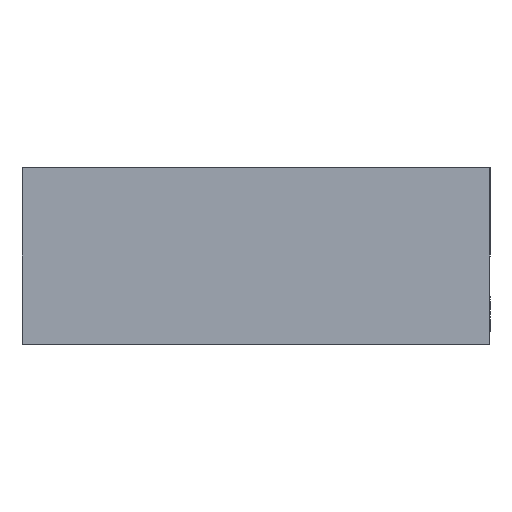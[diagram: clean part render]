
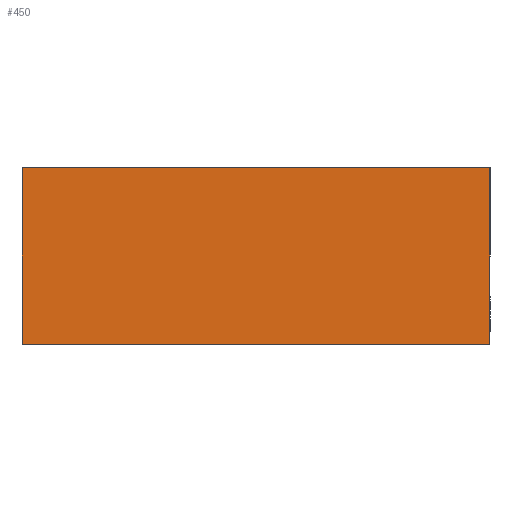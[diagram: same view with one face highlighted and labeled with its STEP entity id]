
A CAD part, left-side view. The second image highlights one B-rep face of the part: STEP entity #450.
In plain terms, the highlighted planar face has unit normal (-1, 0, 0).
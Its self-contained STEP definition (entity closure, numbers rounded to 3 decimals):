
#8 = CARTESIAN_POINT ( 'NONE',  ( 23., -6.9, -10. ) ) ;
#12 = VERTEX_POINT ( 'NONE', #541 ) ;
#21 = VERTEX_POINT ( 'NONE', #26 ) ;
#26 = CARTESIAN_POINT ( 'NONE',  ( 23., -6.9, 10. ) ) ;
#27 = CARTESIAN_POINT ( 'NONE',  ( 23., -6.9, 10. ) ) ;
#41 = ORIENTED_EDGE ( 'NONE', *, *, #192, .F. ) ;
#66 = ORIENTED_EDGE ( 'NONE', *, *, #546, .F. ) ;
#70 = EDGE_LOOP ( 'NONE', ( #66, #643, #41, #376 ) ) ;
#87 = DIRECTION ( 'NONE',  ( 0., 0., -1. ) ) ;
#119 = LINE ( 'NONE', #177, #583 ) ;
#151 = CARTESIAN_POINT ( 'NONE',  ( 23., 46., -10. ) ) ;
#171 = LINE ( 'NONE', #151, #594 ) ;
#172 = EDGE_CURVE ( 'NONE', #21, #179, #119, .T. ) ;
#177 = CARTESIAN_POINT ( 'NONE',  ( 23., -6.9, -10. ) ) ;
#179 = VERTEX_POINT ( 'NONE', #591 ) ;
#183 = FACE_OUTER_BOUND ( 'NONE', #70, .T. ) ;
#192 = EDGE_CURVE ( 'NONE', #12, #21, #637, .T. ) ;
#306 = DIRECTION ( 'NONE',  ( 0., 1., 0. ) ) ;
#316 = EDGE_CURVE ( 'NONE', #459, #12, #171, .T. ) ;
#343 = DIRECTION ( 'NONE',  ( 1., 0., 0. ) ) ;
#376 = ORIENTED_EDGE ( 'NONE', *, *, #316, .F. ) ;
#390 = DIRECTION ( 'NONE',  ( 0., 0., -1. ) ) ;
#400 = PLANE ( 'NONE',  #505 ) ;
#450 = ADVANCED_FACE ( 'NONE', ( #183 ), #400, .F. ) ;
#459 = VERTEX_POINT ( 'NONE', #536 ) ;
#483 = DIRECTION ( 'NONE',  ( 0., -1., 0. ) ) ;
#505 = AXIS2_PLACEMENT_3D ( 'NONE', #601, #343, #87 ) ;
#509 = LINE ( 'NONE', #8, #539 ) ;
#515 = VECTOR ( 'NONE', #483, 1000. ) ;
#536 = CARTESIAN_POINT ( 'NONE',  ( 23., 46., -10. ) ) ;
#539 = VECTOR ( 'NONE', #306, 1000. ) ;
#541 = CARTESIAN_POINT ( 'NONE',  ( 23., 46., 10. ) ) ;
#546 = EDGE_CURVE ( 'NONE', #179, #459, #509, .T. ) ;
#567 = DIRECTION ( 'NONE',  ( 0., 0., 1. ) ) ;
#583 = VECTOR ( 'NONE', #390, 1000. ) ;
#591 = CARTESIAN_POINT ( 'NONE',  ( 23., -6.9, -10. ) ) ;
#594 = VECTOR ( 'NONE', #567, 1000. ) ;
#601 = CARTESIAN_POINT ( 'NONE',  ( 23., 0., 0. ) ) ;
#637 = LINE ( 'NONE', #27, #515 ) ;
#643 = ORIENTED_EDGE ( 'NONE', *, *, #172, .F. ) ;
